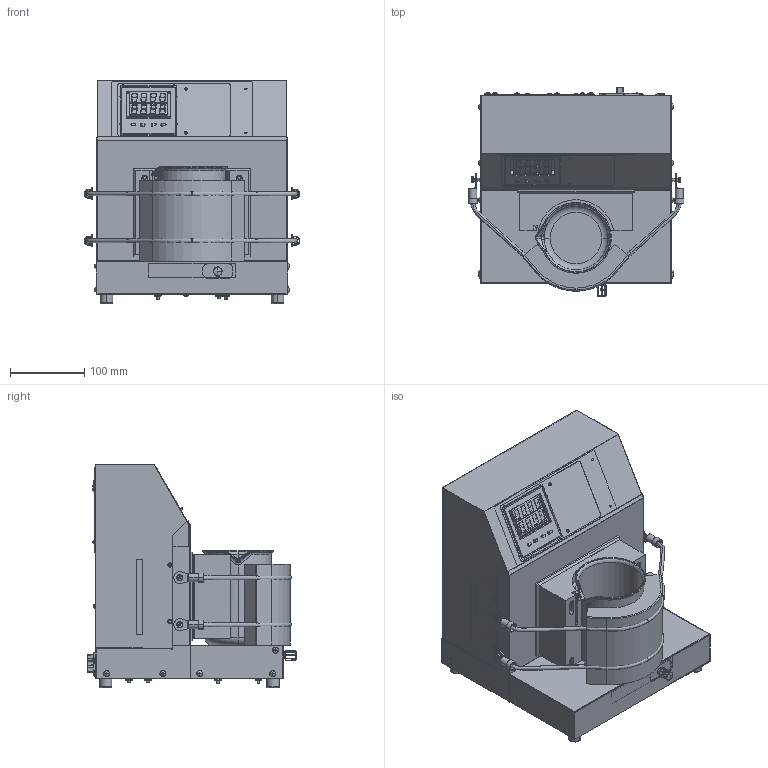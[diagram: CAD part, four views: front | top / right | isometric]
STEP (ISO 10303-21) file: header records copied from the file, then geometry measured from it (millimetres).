
FILE_DESCRIPTION (( 'STEP AP203' ), '1' );
FILE_NAME ('AHP-301MSP with cold shoe.STEP', '2017-04-21T13:47:51', ( '' ), ( '' ), 'SwSTEP 2.0', 'SolidWorks 2017', '' );
FILE_SCHEMA (( 'CONFIG_CONTROL_DESIGN' ));
Length unit declared in the file: inch
Products named in the file (1): AHP-301MSP with cold shoe
Bounding box: 291.59 x 283.39 x 302.23 mm (x, y, z)
Surface area: 1212027.1 mm2 (no closed solid volume)
Topology: 0 solids, 255 shells, 1139 faces, 5785 edges, 4750 vertices
Faces by surface type: plane 617, cylinder 293, bspline 81, sphere 68, torus 40, cone 40
Entity records: 64457 total; most frequent: CARTESIAN_POINT 19172, DIRECTION 9681, ORIENTED_EDGE 7282, EDGE_CURVE 5784, VERTEX_POINT 4750, AXIS2_PLACEMENT_3D 3322, LINE 3037, VECTOR 3037
